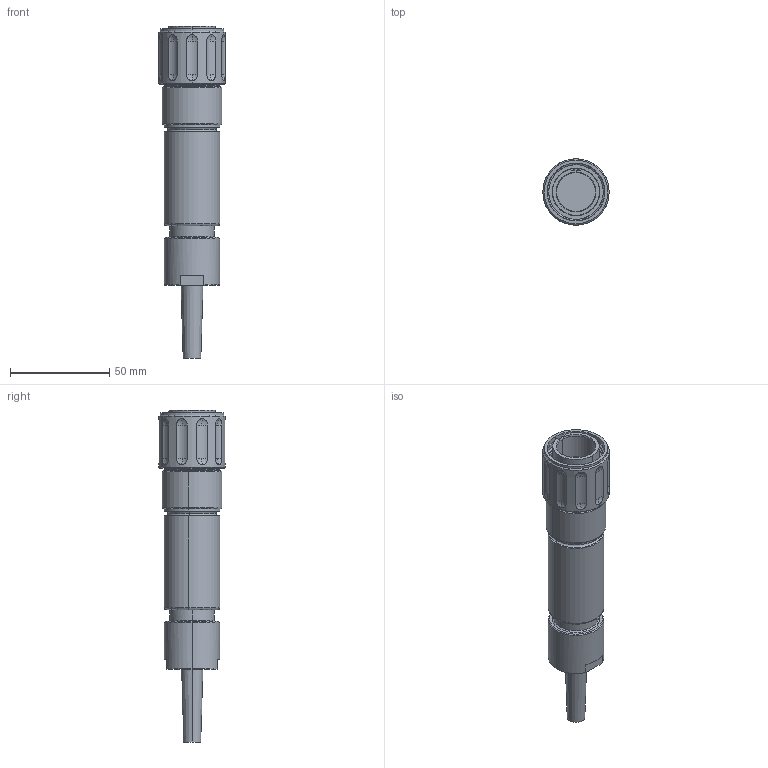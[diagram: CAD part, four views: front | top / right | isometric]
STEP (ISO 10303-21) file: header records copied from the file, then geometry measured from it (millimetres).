
FILE_DESCRIPTION (( 'STEP AP203' ), '1' );
FILE_NAME ('Size 17 Threaded Body.STEP', '2019-03-28T18:15:40', ( '' ), ( '' ), 'SwSTEP 2.0', 'SolidWorks 2019', '' );
FILE_SCHEMA (( 'CONFIG_CONTROL_DESIGN' ));
Length unit declared in the file: inch
Products named in the file (1): Size 17 Threaded Body
Bounding box: 33.34 x 33.34 x 166.93 mm (x, y, z)
Volume: 82384.1 mm3; surface area: 18719.1 mm2
Topology: 1 solids, 1 shells, 156 faces, 371 edges, 238 vertices
Faces by surface type: cylinder 50, sphere 40, plane 26, cone 23, torus 10, bspline 7
Entity records: 6713 total; most frequent: CARTESIAN_POINT 3056, DIRECTION 772, ORIENTED_EDGE 742, EDGE_CURVE 371, AXIS2_PLACEMENT_3D 331, VERTEX_POINT 238, CIRCLE 181, EDGE_LOOP 177
